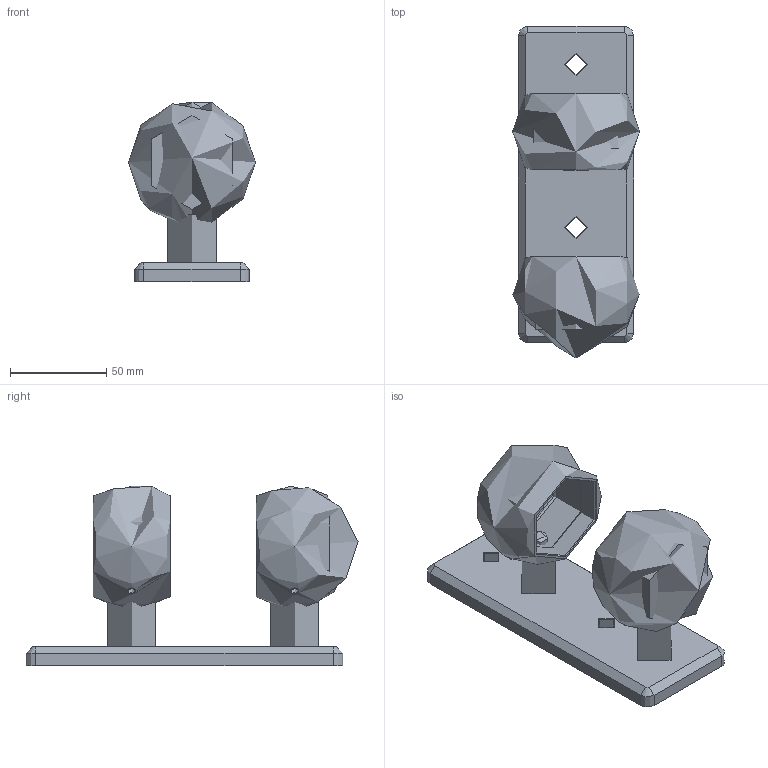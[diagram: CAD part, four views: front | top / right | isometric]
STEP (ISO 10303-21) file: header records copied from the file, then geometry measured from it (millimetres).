
FILE_DESCRIPTION (( 'STEP AP203' ), '1' );
FILE_NAME ('50141-240.step', '2020-06-09T14:51:52', ( '' ), ( '' ), 'SwSTEP 2.0', 'SolidWorks 2015', '' );
FILE_SCHEMA (( 'CONFIG_CONTROL_DESIGN' ));
Length unit declared in the file: millimetre
Products named in the file (17): DIN-7991 M3-M10_DIN7991 M10x40; 5014X-240 Teil1; DIN-7991 M3-M10; 5014X-240 Teil2; 50141-240; 5014X-240 Teil3_50141-240 Teil3; DIN913; DIN913_DIN 913 M6x10; 5014X-240 Teil1_50141-240 Teil1; 5014X-240 Teil4; 5014X-240 Teil4_50141-240 Teil4; 5014X-240 Teil3; 5014X-240 Teil2_5014X-240 Teil2
Assembly tree (13 placements, depth 2):
  5014X-240 Teil1
  5014X-240 Teil2
  50141-240
    DIN-7991 M3-M10
    DIN-7991 M3-M10
    DIN913
    DIN913
  50141-240
    5014X-240 Teil1_50141-240 Teil1
    5014X-240 Teil2_5014X-240 Teil2  x2
    5014X-240 Teil4_50141-240 Teil4
    5014X-240 Teil3_50141-240 Teil3
    DIN913_DIN 913 M6x10  x2
    DIN-7991 M3-M10_DIN7991 M10x40  x2
  5014X-240 Teil4
Bounding box: 66 x 172.9 x 93.65 mm (x, y, z)
Volume: 220979.7 mm3; surface area: 69822.5 mm2
Topology: 9 solids, 9 shells, 364 faces, 915 edges, 596 vertices
Faces by surface type: plane 215, bspline 82, cone 33, cylinder 30, sphere 4
Full cylindrical faces by diameter (mm): 5 x2, 6 x2, 8.5 x2, 10 x2, 10.5 x6, 20 x2, 20.5 x2, 25 x2, 48.7 x4, 50.7 x2
Entity records: 19020 total; most frequent: CARTESIAN_POINT 10275, ORIENTED_EDGE 1516, DIRECTION 1186, EDGE_CURVE 758, VERTEX_POINT 518, VECTOR 512, LINE 512, EDGE_LOOP 412
